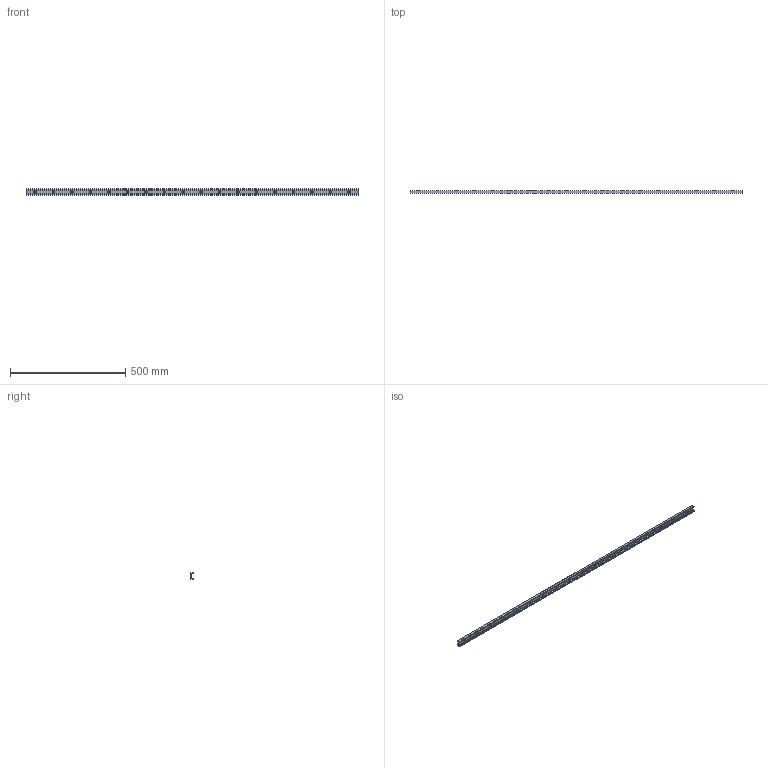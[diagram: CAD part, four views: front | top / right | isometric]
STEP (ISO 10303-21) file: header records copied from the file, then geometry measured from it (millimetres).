
FILE_DESCRIPTION((''),'2;1');
FILE_NAME('LCX 28H-1440.C.stp','2016-04-28T08:24:36',('MRathmann'),(''),'Autodesk Inventor 2012','Autodesk Inventor 2012','');
FILE_SCHEMA(('CONFIG_CONTROL_DESIGN'));
Length unit declared in the file: millimetre
Products named in the file (1): LCX 28H-1440.C
Bounding box: 1440 x 12.3 x 28 mm (x, y, z)
Volume: 232833.8 mm3; surface area: 139712.9 mm2
Topology: 1 solids, 1 shells, 78 faces, 192 edges, 134 vertices
Faces by surface type: cylinder 47, plane 31
Full cylindrical faces by diameter (mm): 6.4 x18, 11 x18
Entity records: 2130 total; most frequent: DIRECTION 390, CARTESIAN_POINT 333, ORIENTED_EDGE 276, AXIS2_PLACEMENT_3D 173, EDGE_LOOP 168, EDGE_CURVE 138, VERTEX_POINT 116, CIRCLE 94
